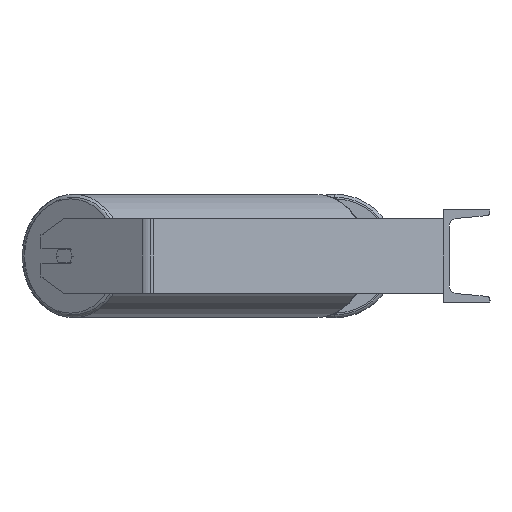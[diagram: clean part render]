
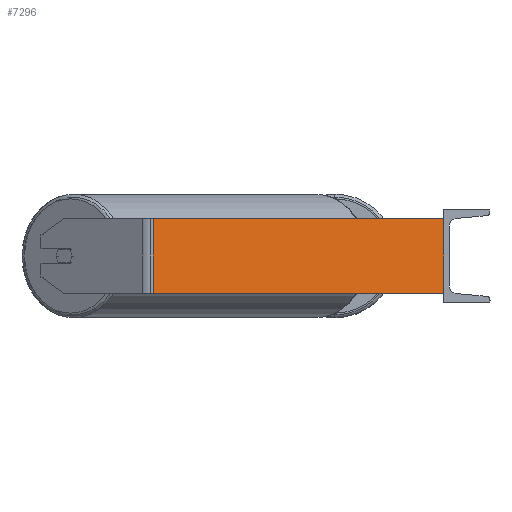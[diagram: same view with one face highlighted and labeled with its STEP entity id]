
A CAD part, left-side view. The second image highlights one B-rep face of the part: STEP entity #7296.
In plain terms, the highlighted planar face has unit normal (-0.985, -0.174, 0).
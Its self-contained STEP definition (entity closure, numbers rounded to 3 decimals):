
#11 = ORIENTED_EDGE ( 'NONE', *, *, #4770, .F. ) ;
#174 = EDGE_CURVE ( 'NONE', #7886, #540, #7973, .T. ) ;
#491 = ORIENTED_EDGE ( 'NONE', *, *, #174, .T. ) ;
#540 = VERTEX_POINT ( 'NONE', #836 ) ;
#836 = CARTESIAN_POINT ( 'NONE',  ( -685., 0., -40. ) ) ;
#1245 = LINE ( 'NONE', #6042, #7109 ) ;
#1386 = VECTOR ( 'NONE', #7269, 1000. ) ;
#1547 = LINE ( 'NONE', #4273, #2673 ) ;
#1593 = DIRECTION ( 'NONE',  ( 0.174, -0.985, 0. ) ) ;
#2308 = CARTESIAN_POINT ( 'NONE',  ( -740.13, 312.658, -40. ) ) ;
#2659 = ORIENTED_EDGE ( 'NONE', *, *, #7472, .T. ) ;
#2670 = VECTOR ( 'NONE', #1593, 1000. ) ;
#2673 = VECTOR ( 'NONE', #7182, 1000. ) ;
#2808 = EDGE_CURVE ( 'NONE', #4413, #540, #1245, .T. ) ;
#2975 = FACE_OUTER_BOUND ( 'NONE', #4044, .T. ) ;
#3726 = CARTESIAN_POINT ( 'NONE',  ( -740.13, 312.658, 40. ) ) ;
#4044 = EDGE_LOOP ( 'NONE', ( #491, #5911, #11, #2659 ) ) ;
#4273 = CARTESIAN_POINT ( 'NONE',  ( -741.281, 319.185, 40. ) ) ;
#4377 = VERTEX_POINT ( 'NONE', #3726 ) ;
#4413 = VERTEX_POINT ( 'NONE', #5893 ) ;
#4441 = LINE ( 'NONE', #7176, #1386 ) ;
#4770 = EDGE_CURVE ( 'NONE', #4377, #4413, #1547, .T. ) ;
#5075 = CARTESIAN_POINT ( 'NONE',  ( -741.281, 319.185, 40. ) ) ;
#5765 = PLANE ( 'NONE',  #6835 ) ;
#5893 = CARTESIAN_POINT ( 'NONE',  ( -685., 0., 40. ) ) ;
#5911 = ORIENTED_EDGE ( 'NONE', *, *, #2808, .F. ) ;
#6042 = CARTESIAN_POINT ( 'NONE',  ( -685., 0., 40. ) ) ;
#6835 = AXIS2_PLACEMENT_3D ( 'NONE', #5075, #7893, #8423 ) ;
#6880 = DIRECTION ( 'NONE',  ( 0., 0., -1. ) ) ;
#7109 = VECTOR ( 'NONE', #6880, 1000. ) ;
#7176 = CARTESIAN_POINT ( 'NONE',  ( -740.13, 312.658, 40. ) ) ;
#7182 = DIRECTION ( 'NONE',  ( 0.174, -0.985, 0. ) ) ;
#7269 = DIRECTION ( 'NONE',  ( 0., 0., -1. ) ) ;
#7296 = ADVANCED_FACE ( 'NONE', ( #2975 ), #5765, .F. ) ;
#7472 = EDGE_CURVE ( 'NONE', #4377, #7886, #4441, .T. ) ;
#7886 = VERTEX_POINT ( 'NONE', #2308 ) ;
#7893 = DIRECTION ( 'NONE',  ( 0.985, 0.174, 0. ) ) ;
#7928 = CARTESIAN_POINT ( 'NONE',  ( -741.281, 319.185, -40. ) ) ;
#7973 = LINE ( 'NONE', #7928, #2670 ) ;
#8423 = DIRECTION ( 'NONE',  ( -0.174, 0.985, 0. ) ) ;
